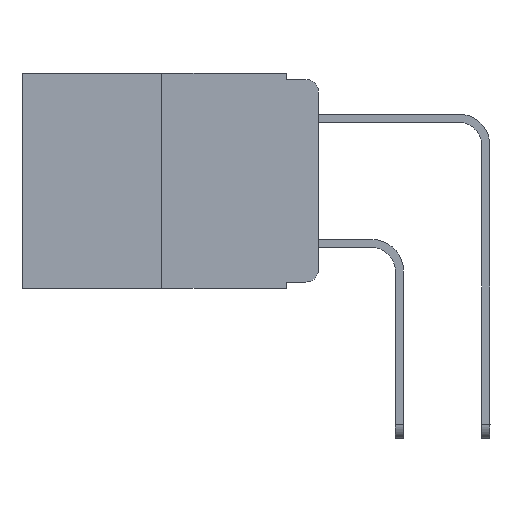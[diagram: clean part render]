
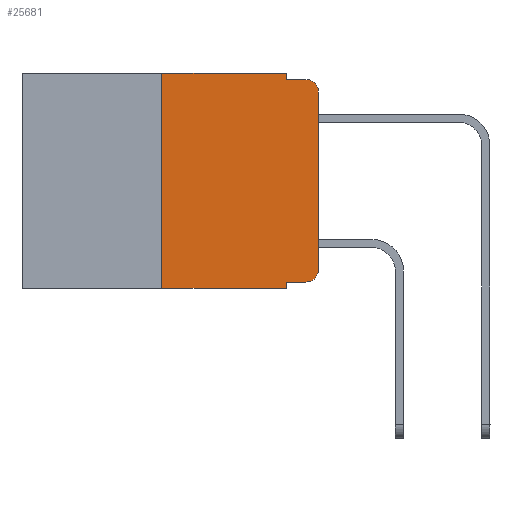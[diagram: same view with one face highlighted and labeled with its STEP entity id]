
A CAD part, left-side view. The second image highlights one B-rep face of the part: STEP entity #25681.
In plain terms, the highlighted planar face has unit normal (-1, 0, 0).
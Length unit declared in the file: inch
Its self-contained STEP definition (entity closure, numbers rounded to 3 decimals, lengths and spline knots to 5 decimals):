
#607 = CARTESIAN_POINT ( 'NONE',  ( 0., 0.051, 0. ) ) ;
#881 = DIRECTION ( 'NONE',  ( 0., -1., 0. ) ) ;
#930 = CARTESIAN_POINT ( 'NONE',  ( 0., 0.051, -0.333 ) ) ;
#1095 = CARTESIAN_POINT ( 'NONE',  ( 0., 0., 0. ) ) ;
#1378 = EDGE_CURVE ( 'NONE', #11120, #3559, #13214, .T. ) ;
#1432 = VERTEX_POINT ( 'NONE', #9860 ) ;
#2166 = ORIENTED_EDGE ( 'NONE', *, *, #12871, .T. ) ;
#2719 = CARTESIAN_POINT ( 'NONE',  ( 0., 0.25, 0. ) ) ;
#2749 = DIRECTION ( 'NONE',  ( 0., -1., 0. ) ) ;
#2841 = CARTESIAN_POINT ( 'NONE',  ( 0., 0.473, 0. ) ) ;
#3212 = CARTESIAN_POINT ( 'NONE',  ( 0., 0.02, -0.313 ) ) ;
#3457 = CARTESIAN_POINT ( 'NONE',  ( 0., 0.25, 0. ) ) ;
#3539 = VERTEX_POINT ( 'NONE', #4953 ) ;
#3559 = VERTEX_POINT ( 'NONE', #25381 ) ;
#3561 = CARTESIAN_POINT ( 'NONE',  ( 0., 0., -0.313 ) ) ;
#3699 = VECTOR ( 'NONE', #19598, 39.37008 ) ;
#4479 = ORIENTED_EDGE ( 'NONE', *, *, #8200, .T. ) ;
#4589 = LINE ( 'NONE', #8654, #16915 ) ;
#4745 = LINE ( 'NONE', #6958, #4874 ) ;
#4874 = VECTOR ( 'NONE', #2749, 39.37008 ) ;
#4953 = CARTESIAN_POINT ( 'NONE',  ( 0., 0.051, -0.01 ) ) ;
#5117 = VECTOR ( 'NONE', #13337, 39.37008 ) ;
#5355 = AXIS2_PLACEMENT_3D ( 'NONE', #3212, #5705, #19747 ) ;
#5522 = DIRECTION ( 'NONE',  ( 0., 0., -1. ) ) ;
#5531 = CARTESIAN_POINT ( 'NONE',  ( 0., 0.051, 0. ) ) ;
#5705 = DIRECTION ( 'NONE',  ( -1., 0., 0. ) ) ;
#5824 = LINE ( 'NONE', #3457, #3699 ) ;
#5977 = ORIENTED_EDGE ( 'NONE', *, *, #22141, .F. ) ;
#6284 = EDGE_CURVE ( 'NONE', #13931, #24633, #8808, .T. ) ;
#6540 = VECTOR ( 'NONE', #25615, 39.37008 ) ;
#6958 = CARTESIAN_POINT ( 'NONE',  ( 0., 0.473, 0. ) ) ;
#7045 = LINE ( 'NONE', #1095, #6540 ) ;
#7148 = LINE ( 'NONE', #930, #5117 ) ;
#7675 = EDGE_CURVE ( 'NONE', #1432, #3539, #8672, .T. ) ;
#8200 = EDGE_CURVE ( 'NONE', #11966, #11120, #7045, .T. ) ;
#8654 = CARTESIAN_POINT ( 'NONE',  ( 0., 0.051, -0.01 ) ) ;
#8672 = LINE ( 'NONE', #607, #23654 ) ;
#8808 = LINE ( 'NONE', #24875, #23586 ) ;
#8914 = PLANE ( 'NONE',  #12723 ) ;
#9255 = EDGE_CURVE ( 'NONE', #20959, #1432, #4745, .T. ) ;
#9468 = CARTESIAN_POINT ( 'NONE',  ( 0., 0.25, -0.343 ) ) ;
#9653 = ORIENTED_EDGE ( 'NONE', *, *, #24591, .F. ) ;
#9790 = CARTESIAN_POINT ( 'NONE',  ( 0., 0.02, -0.333 ) ) ;
#9860 = CARTESIAN_POINT ( 'NONE',  ( 0., 0.051, 0. ) ) ;
#10021 = ORIENTED_EDGE ( 'NONE', *, *, #22518, .F. ) ;
#10802 = EDGE_LOOP ( 'NONE', ( #4479, #16145, #9653, #24132, #13998, #5977, #18656, #10021, #20834, #2166 ) ) ;
#11120 = VERTEX_POINT ( 'NONE', #17664 ) ;
#11860 = DIRECTION ( 'NONE',  ( 0., 0., -1. ) ) ;
#11966 = VERTEX_POINT ( 'NONE', #3561 ) ;
#12633 = DIRECTION ( 'NONE',  ( 0., 0., -1. ) ) ;
#12723 = AXIS2_PLACEMENT_3D ( 'NONE', #2841, #14473, #12633 ) ;
#12767 = DIRECTION ( 'NONE',  ( 0., -1., 0. ) ) ;
#12871 = EDGE_CURVE ( 'NONE', #19646, #11966, #16782, .T. ) ;
#13195 = CARTESIAN_POINT ( 'NONE',  ( 0., 0.02, -0.03 ) ) ;
#13214 = CIRCLE ( 'NONE', #22986, 0.02 ) ;
#13337 = DIRECTION ( 'NONE',  ( 0., -1., 0. ) ) ;
#13931 = VERTEX_POINT ( 'NONE', #9468 ) ;
#13998 = ORIENTED_EDGE ( 'NONE', *, *, #9255, .F. ) ;
#14473 = DIRECTION ( 'NONE',  ( 1., 0., 0. ) ) ;
#14871 = FACE_OUTER_BOUND ( 'NONE', #10802, .T. ) ;
#16145 = ORIENTED_EDGE ( 'NONE', *, *, #1378, .T. ) ;
#16782 = CIRCLE ( 'NONE', #5355, 0.02 ) ;
#16915 = VECTOR ( 'NONE', #12767, 39.37008 ) ;
#17024 = DIRECTION ( 'NONE',  ( 0., 0., -1. ) ) ;
#17664 = CARTESIAN_POINT ( 'NONE',  ( 0., 0., -0.03 ) ) ;
#18656 = ORIENTED_EDGE ( 'NONE', *, *, #6284, .T. ) ;
#19598 = DIRECTION ( 'NONE',  ( 0., 0., 1. ) ) ;
#19646 = VERTEX_POINT ( 'NONE', #9790 ) ;
#19747 = DIRECTION ( 'NONE',  ( 0., 0., -1. ) ) ;
#19766 = CARTESIAN_POINT ( 'NONE',  ( 0., 0.051, -0.343 ) ) ;
#20013 = EDGE_CURVE ( 'NONE', #20848, #19646, #7148, .T. ) ;
#20834 = ORIENTED_EDGE ( 'NONE', *, *, #20013, .T. ) ;
#20848 = VERTEX_POINT ( 'NONE', #21247 ) ;
#20959 = VERTEX_POINT ( 'NONE', #2719 ) ;
#21247 = CARTESIAN_POINT ( 'NONE',  ( 0., 0.051, -0.333 ) ) ;
#21945 = LINE ( 'NONE', #5531, #23169 ) ;
#22141 = EDGE_CURVE ( 'NONE', #13931, #20959, #5824, .T. ) ;
#22518 = EDGE_CURVE ( 'NONE', #20848, #24633, #21945, .T. ) ;
#22986 = AXIS2_PLACEMENT_3D ( 'NONE', #13195, #23693, #5522 ) ;
#23169 = VECTOR ( 'NONE', #11860, 39.37008 ) ;
#23586 = VECTOR ( 'NONE', #881, 39.37008 ) ;
#23654 = VECTOR ( 'NONE', #17024, 39.37008 ) ;
#23693 = DIRECTION ( 'NONE',  ( -1., 0., 0. ) ) ;
#24132 = ORIENTED_EDGE ( 'NONE', *, *, #7675, .F. ) ;
#24591 = EDGE_CURVE ( 'NONE', #3539, #3559, #4589, .T. ) ;
#24633 = VERTEX_POINT ( 'NONE', #19766 ) ;
#24875 = CARTESIAN_POINT ( 'NONE',  ( 0., 0.473, -0.343 ) ) ;
#25381 = CARTESIAN_POINT ( 'NONE',  ( 0., 0.02, -0.01 ) ) ;
#25615 = DIRECTION ( 'NONE',  ( 0., 0., 1. ) ) ;
#25681 = ADVANCED_FACE ( 'NONE', ( #14871 ), #8914, .F. ) ;
